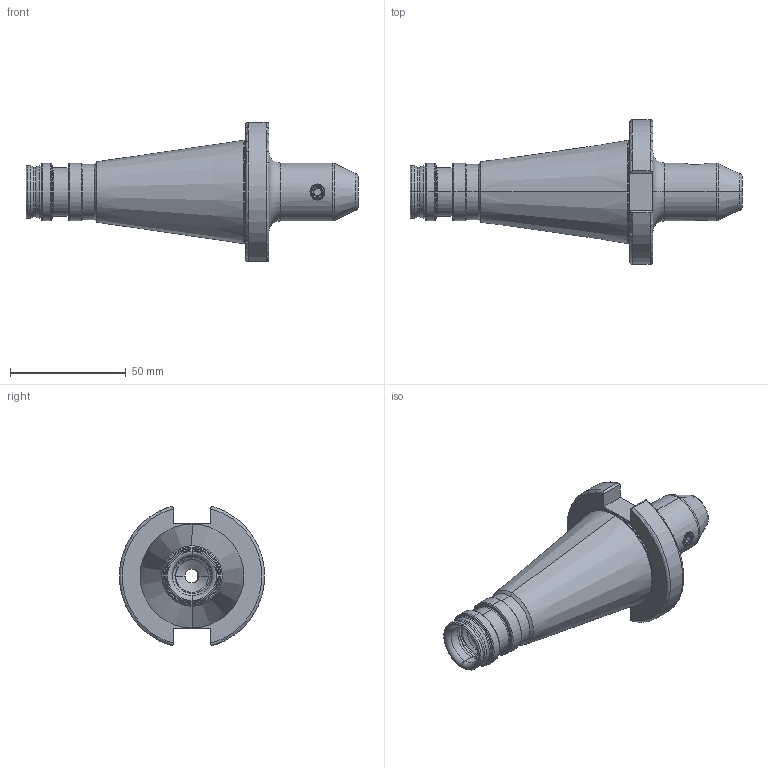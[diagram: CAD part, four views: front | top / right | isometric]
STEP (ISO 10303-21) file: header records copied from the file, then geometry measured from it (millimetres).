
FILE_DESCRIPTION (( 'STEP AP203' ), '1' );
FILE_NAME ('401.04.06.STEP', '2016-11-26T04:36:58', ( '' ), ( '' ), 'SwSTEP 2.0', 'SolidWorks 2012', '' );
FILE_SCHEMA (( 'CONFIG_CONTROL_DESIGN' ));
Length unit declared in the file: millimetre
Products named in the file (3): 401.04.06; 側固6_M6x1_10L
Assembly tree (2 placements, depth 2):
  401.04.06
    401.04.06
    側固6_M6x1_10L
Bounding box: 143.4 x 62.57 x 60.15 mm (x, y, z)
Volume: 103859.5 mm3; surface area: 25891.2 mm2
Topology: 2 solids, 2 shells, 204 faces, 518 edges, 323 vertices
Faces by surface type: cylinder 89, torus 36, cone 32, plane 26, bspline 19, sphere 2
Entity records: 16623 total; most frequent: CARTESIAN_POINT 11940, ORIENTED_EDGE 1032, DIRECTION 823, EDGE_CURVE 516, AXIS2_PLACEMENT_3D 337, VERTEX_POINT 323, EDGE_LOOP 215, ADVANCED_FACE 204
